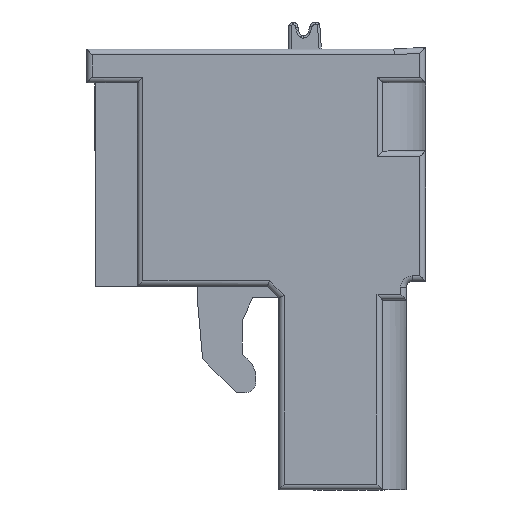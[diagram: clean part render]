
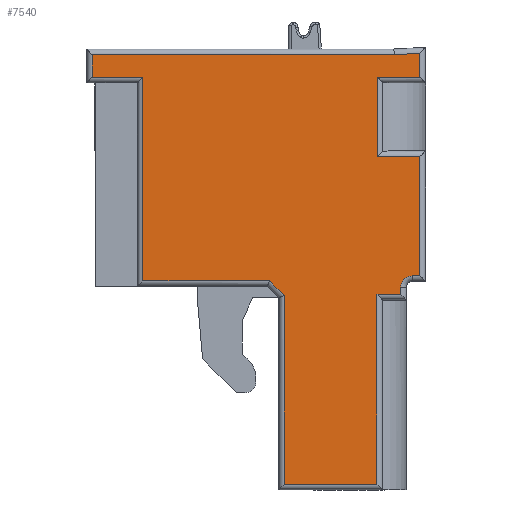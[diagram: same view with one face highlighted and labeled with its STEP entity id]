
A CAD part, left-side view. The second image highlights one B-rep face of the part: STEP entity #7540.
In plain terms, the highlighted planar face has unit normal (-1, 0, 0).
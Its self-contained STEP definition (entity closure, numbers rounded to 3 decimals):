
#43 = LINE ( 'NONE', #10643, #5564 ) ;
#143 = VECTOR ( 'NONE', #4359, 1000. ) ;
#306 = VERTEX_POINT ( 'NONE', #12649 ) ;
#667 = DIRECTION ( 'NONE',  ( 0., 0., 1. ) ) ;
#718 = LINE ( 'NONE', #8468, #10540 ) ;
#736 = CARTESIAN_POINT ( 'NONE',  ( 30., 0.25, 0. ) ) ;
#778 = CARTESIAN_POINT ( 'NONE',  ( 30., 0., -8.53 ) ) ;
#794 = DIRECTION ( 'NONE',  ( 0., -1., 0. ) ) ;
#967 = ORIENTED_EDGE ( 'NONE', *, *, #7903, .T. ) ;
#1160 = ORIENTED_EDGE ( 'NONE', *, *, #8252, .T. ) ;
#1246 = DIRECTION ( 'NONE',  ( 0., 0., -1. ) ) ;
#1262 = DIRECTION ( 'NONE',  ( -1., 0., 0. ) ) ;
#1264 = CARTESIAN_POINT ( 'NONE',  ( 30., 0.6, -9.03 ) ) ;
#1332 = VERTEX_POINT ( 'NONE', #14159 ) ;
#1333 = LINE ( 'NONE', #778, #12291 ) ;
#1380 = CARTESIAN_POINT ( 'NONE',  ( 30., 6.25, -17.75 ) ) ;
#1491 = ORIENTED_EDGE ( 'NONE', *, *, #8448, .T. ) ;
#1521 = DIRECTION ( 'NONE',  ( 0., 0., 1. ) ) ;
#1522 = CARTESIAN_POINT ( 'NONE',  ( 30., 1.1, 0. ) ) ;
#1532 = VERTEX_POINT ( 'NONE', #14323 ) ;
#1655 = VECTOR ( 'NONE', #2120, 1000. ) ;
#1795 = DIRECTION ( 'NONE',  ( 0., -1., 0. ) ) ;
#1799 = LINE ( 'NONE', #2103, #1655 ) ;
#1813 = CARTESIAN_POINT ( 'NONE',  ( 30., 0., -9.35 ) ) ;
#2035 = LINE ( 'NONE', #4388, #143 ) ;
#2103 = CARTESIAN_POINT ( 'NONE',  ( 30., 2.15, 0. ) ) ;
#2120 = DIRECTION ( 'NONE',  ( 0., 0., 1. ) ) ;
#2189 = LINE ( 'NONE', #3898, #12378 ) ;
#3023 = CARTESIAN_POINT ( 'NONE',  ( 30., 0.25, -8.53 ) ) ;
#3029 = ORIENTED_EDGE ( 'NONE', *, *, #8418, .T. ) ;
#3139 = ORIENTED_EDGE ( 'NONE', *, *, #8561, .T. ) ;
#3370 = ORIENTED_EDGE ( 'NONE', *, *, #8683, .T. ) ;
#3570 = CARTESIAN_POINT ( 'NONE',  ( 30., 0., -17.75 ) ) ;
#3612 = DIRECTION ( 'NONE',  ( 0., -1., 0. ) ) ;
#3644 = ORIENTED_EDGE ( 'NONE', *, *, #8657, .T. ) ;
#3864 = DIRECTION ( 'NONE',  ( 0., 0., -1. ) ) ;
#3872 = ORIENTED_EDGE ( 'NONE', *, *, #8338, .T. ) ;
#3898 = CARTESIAN_POINT ( 'NONE',  ( 30., 6.25, 0. ) ) ;
#4193 = CARTESIAN_POINT ( 'NONE',  ( 30., 12.504, -8.75 ) ) ;
#4223 = ORIENTED_EDGE ( 'NONE', *, *, #8467, .T. ) ;
#4351 = CARTESIAN_POINT ( 'NONE',  ( 30., 14.75, 0.25 ) ) ;
#4359 = DIRECTION ( 'NONE',  ( 0., -1., 0. ) ) ;
#4388 = CARTESIAN_POINT ( 'NONE',  ( 30., 0., -8.75 ) ) ;
#4407 = LINE ( 'NONE', #11569, #12487 ) ;
#4558 = EDGE_LOOP ( 'NONE', ( #10840, #967, #7621, #6732, #12148, #10696, #7466, #11156, #1160, #3872, #11625, #3029, #1491, #4223, #3139, #10312, #3644, #3370, #6263 ) ) ;
#4646 = VECTOR ( 'NONE', #12557, 1000. ) ;
#4693 = VERTEX_POINT ( 'NONE', #3023 ) ;
#5011 = AXIS2_PLACEMENT_3D ( 'NONE', #1264, #1262, #1246 ) ;
#5102 = CARTESIAN_POINT ( 'NONE',  ( 30., 0.6, -8.53 ) ) ;
#5105 = CIRCLE ( 'NONE', #5011, 0.5 ) ;
#5159 = CARTESIAN_POINT ( 'NONE',  ( 30., 12.504, 0. ) ) ;
#5294 = DIRECTION ( 'NONE',  ( 0., 0., -1. ) ) ;
#5564 = VECTOR ( 'NONE', #11158, 1000. ) ;
#5991 = CARTESIAN_POINT ( 'NONE',  ( 30., 0., 0.25 ) ) ;
#6019 = DIRECTION ( 'NONE',  ( 0., -1., 0. ) ) ;
#6084 = CARTESIAN_POINT ( 'NONE',  ( 30., 1.1, -9.03 ) ) ;
#6263 = ORIENTED_EDGE ( 'NONE', *, *, #8829, .T. ) ;
#6285 = LINE ( 'NONE', #3570, #7703 ) ;
#6522 = LINE ( 'NONE', #1522, #14219 ) ;
#6732 = ORIENTED_EDGE ( 'NONE', *, *, #8046, .T. ) ;
#7177 = CARTESIAN_POINT ( 'NONE',  ( 30., 1.9, -3.25 ) ) ;
#7212 = VERTEX_POINT ( 'NONE', #13176 ) ;
#7257 = DIRECTION ( 'NONE',  ( 0., 1., 0. ) ) ;
#7275 = DIRECTION ( 'NONE',  ( 0., -0.707, -0.707 ) ) ;
#7326 = DIRECTION ( 'NONE',  ( 0., 0., -1. ) ) ;
#7372 = CARTESIAN_POINT ( 'NONE',  ( 30., 14.75, 0. ) ) ;
#7466 = ORIENTED_EDGE ( 'NONE', *, *, #8158, .T. ) ;
#7474 = CARTESIAN_POINT ( 'NONE',  ( 30., 2.121, -3.25 ) ) ;
#7540 = ADVANCED_FACE ( 'NONE', ( #12007 ), #7689, .F. ) ;
#7619 = VECTOR ( 'NONE', #13515, 1000. ) ;
#7621 = ORIENTED_EDGE ( 'NONE', *, *, #8026, .T. ) ;
#7633 = DIRECTION ( 'NONE',  ( 0., 0., -1. ) ) ;
#7669 = DIRECTION ( 'NONE',  ( 1., 0., 0. ) ) ;
#7687 = LINE ( 'NONE', #12435, #4646 ) ;
#7689 = PLANE ( 'NONE',  #7798 ) ;
#7703 = VECTOR ( 'NONE', #3612, 1000. ) ;
#7726 = CARTESIAN_POINT ( 'NONE',  ( 30., 0., 0. ) ) ;
#7765 = VERTEX_POINT ( 'NONE', #5102 ) ;
#7798 = AXIS2_PLACEMENT_3D ( 'NONE', #7726, #7669, #7633 ) ;
#7834 = VERTEX_POINT ( 'NONE', #4351 ) ;
#7876 = EDGE_CURVE ( 'NONE', #12576, #11783, #2189, .T. ) ;
#7903 = EDGE_CURVE ( 'NONE', #11783, #9281, #6285, .T. ) ;
#8026 = EDGE_CURVE ( 'NONE', #9281, #13906, #1799, .T. ) ;
#8046 = EDGE_CURVE ( 'NONE', #13906, #1332, #10111, .T. ) ;
#8053 = EDGE_CURVE ( 'NONE', #1332, #10562, #6522, .T. ) ;
#8077 = EDGE_CURVE ( 'NONE', #7765, #10562, #5105, .T. ) ;
#8158 = EDGE_CURVE ( 'NONE', #7765, #4693, #1333, .T. ) ;
#8162 = EDGE_CURVE ( 'NONE', #4693, #9792, #12818, .T. ) ;
#8227 = LINE ( 'NONE', #10416, #13249 ) ;
#8252 = EDGE_CURVE ( 'NONE', #9792, #10156, #13073, .T. ) ;
#8338 = EDGE_CURVE ( 'NONE', #10156, #306, #14042, .T. ) ;
#8393 = EDGE_CURVE ( 'NONE', #306, #1532, #7687, .T. ) ;
#8418 = EDGE_CURVE ( 'NONE', #1532, #13557, #4407, .T. ) ;
#8448 = EDGE_CURVE ( 'NONE', #13557, #12833, #43, .T. ) ;
#8467 = EDGE_CURVE ( 'NONE', #12833, #12467, #8227, .T. ) ;
#8468 = CARTESIAN_POINT ( 'NONE',  ( 30., 7.823, -7.823 ) ) ;
#8561 = EDGE_CURVE ( 'NONE', #12467, #7834, #14312, .T. ) ;
#8609 = EDGE_CURVE ( 'NONE', #7834, #7212, #14743, .T. ) ;
#8657 = EDGE_CURVE ( 'NONE', #7212, #11057, #9561, .T. ) ;
#8683 = EDGE_CURVE ( 'NONE', #11057, #13058, #2035, .T. ) ;
#8829 = EDGE_CURVE ( 'NONE', #13058, #12576, #718, .T. ) ;
#8900 = CARTESIAN_POINT ( 'NONE',  ( 30., 0.25, -3.25 ) ) ;
#9281 = VERTEX_POINT ( 'NONE', #11255 ) ;
#9460 = VECTOR ( 'NONE', #6019, 1000. ) ;
#9561 = LINE ( 'NONE', #5159, #13710 ) ;
#9792 = VERTEX_POINT ( 'NONE', #8900 ) ;
#10111 = LINE ( 'NONE', #1813, #12991 ) ;
#10156 = VERTEX_POINT ( 'NONE', #7474 ) ;
#10312 = ORIENTED_EDGE ( 'NONE', *, *, #8609, .T. ) ;
#10393 = DIRECTION ( 'NONE',  ( 0., 1., 0. ) ) ;
#10416 = CARTESIAN_POINT ( 'NONE',  ( 30., 0., 1.25 ) ) ;
#10540 = VECTOR ( 'NONE', #7275, 1000. ) ;
#10562 = VERTEX_POINT ( 'NONE', #6084 ) ;
#10643 = CARTESIAN_POINT ( 'NONE',  ( 30., 1.386, 1.25 ) ) ;
#10696 = ORIENTED_EDGE ( 'NONE', *, *, #8077, .F. ) ;
#10840 = ORIENTED_EDGE ( 'NONE', *, *, #7876, .T. ) ;
#11057 = VERTEX_POINT ( 'NONE', #4193 ) ;
#11156 = ORIENTED_EDGE ( 'NONE', *, *, #8162, .T. ) ;
#11158 = DIRECTION ( 'NONE',  ( 0., 0.998, -0.056 ) ) ;
#11255 = CARTESIAN_POINT ( 'NONE',  ( 30., 2.15, -17.75 ) ) ;
#11290 = CARTESIAN_POINT ( 'NONE',  ( 30., 2.15, -9.35 ) ) ;
#11557 = DIRECTION ( 'NONE',  ( 0., 0., 1. ) ) ;
#11569 = CARTESIAN_POINT ( 'NONE',  ( 30., 0.25, 0. ) ) ;
#11625 = ORIENTED_EDGE ( 'NONE', *, *, #8393, .T. ) ;
#11783 = VERTEX_POINT ( 'NONE', #1380 ) ;
#12007 = FACE_OUTER_BOUND ( 'NONE', #4558, .T. ) ;
#12148 = ORIENTED_EDGE ( 'NONE', *, *, #8053, .T. ) ;
#12179 = VECTOR ( 'NONE', #7257, 1000. ) ;
#12291 = VECTOR ( 'NONE', #794, 1000. ) ;
#12378 = VECTOR ( 'NONE', #3864, 1000. ) ;
#12383 = CARTESIAN_POINT ( 'NONE',  ( 30., 0.25, 1.314 ) ) ;
#12435 = CARTESIAN_POINT ( 'NONE',  ( 30., 0., 0.25 ) ) ;
#12467 = VERTEX_POINT ( 'NONE', #14590 ) ;
#12487 = VECTOR ( 'NONE', #11557, 1000. ) ;
#12557 = DIRECTION ( 'NONE',  ( 0., -1., 0. ) ) ;
#12576 = VERTEX_POINT ( 'NONE', #14374 ) ;
#12649 = CARTESIAN_POINT ( 'NONE',  ( 30., 2.121, 0.25 ) ) ;
#12818 = LINE ( 'NONE', #736, #13165 ) ;
#12833 = VERTEX_POINT ( 'NONE', #13820 ) ;
#12991 = VECTOR ( 'NONE', #1795, 1000. ) ;
#13058 = VERTEX_POINT ( 'NONE', #13226 ) ;
#13073 = LINE ( 'NONE', #7177, #12179 ) ;
#13165 = VECTOR ( 'NONE', #667, 1000. ) ;
#13176 = CARTESIAN_POINT ( 'NONE',  ( 30., 12.504, 0.25 ) ) ;
#13226 = CARTESIAN_POINT ( 'NONE',  ( 30., 6.896, -8.75 ) ) ;
#13249 = VECTOR ( 'NONE', #10393, 1000. ) ;
#13447 = CARTESIAN_POINT ( 'NONE',  ( 30., 2.121, 0. ) ) ;
#13515 = DIRECTION ( 'NONE',  ( 0., 0., 1. ) ) ;
#13557 = VERTEX_POINT ( 'NONE', #12383 ) ;
#13710 = VECTOR ( 'NONE', #5294, 1000. ) ;
#13820 = CARTESIAN_POINT ( 'NONE',  ( 30., 1.393, 1.25 ) ) ;
#13906 = VERTEX_POINT ( 'NONE', #11290 ) ;
#13928 = VECTOR ( 'NONE', #7326, 1000. ) ;
#14042 = LINE ( 'NONE', #13447, #7619 ) ;
#14159 = CARTESIAN_POINT ( 'NONE',  ( 30., 1.1, -9.35 ) ) ;
#14219 = VECTOR ( 'NONE', #1521, 1000. ) ;
#14312 = LINE ( 'NONE', #7372, #13928 ) ;
#14323 = CARTESIAN_POINT ( 'NONE',  ( 30., 0.25, 0.25 ) ) ;
#14374 = CARTESIAN_POINT ( 'NONE',  ( 30., 6.25, -9.396 ) ) ;
#14590 = CARTESIAN_POINT ( 'NONE',  ( 30., 14.75, 1.25 ) ) ;
#14743 = LINE ( 'NONE', #5991, #9460 ) ;
